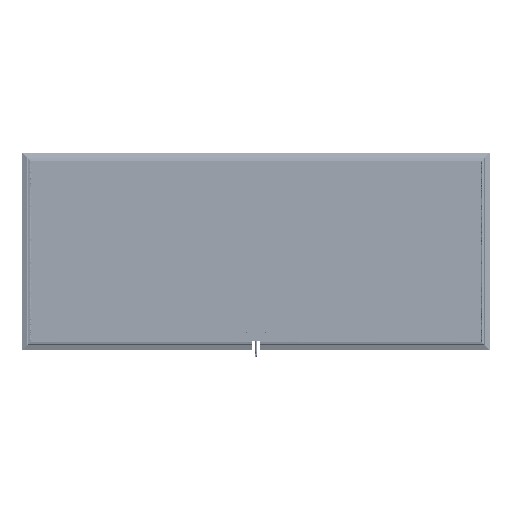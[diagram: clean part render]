
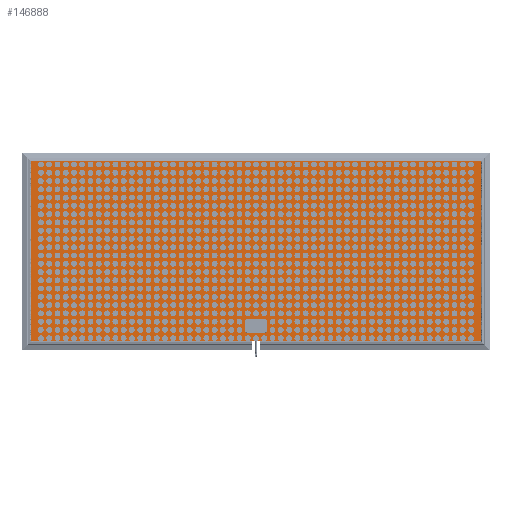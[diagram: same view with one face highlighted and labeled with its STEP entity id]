
A CAD part, front view. The second image highlights one B-rep face of the part: STEP entity #146888.
In plain terms, the highlighted planar face has unit normal (0, -1, 0).
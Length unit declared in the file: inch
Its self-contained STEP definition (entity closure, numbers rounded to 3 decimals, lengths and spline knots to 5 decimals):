
#1280 = VECTOR ( 'NONE', #150062, 39.37008 ) ;
#3028 = VERTEX_POINT ( 'NONE', #172292 ) ;
#8342 = DIRECTION ( 'NONE',  ( 0., 0., 1. ) ) ;
#9425 = EDGE_CURVE ( 'NONE', #117439, #183009, #15642, .T. ) ;
#10558 = VERTEX_POINT ( 'NONE', #190667 ) ;
#11451 = DIRECTION ( 'NONE',  ( 0., -1., 0. ) ) ;
#13457 = EDGE_CURVE ( 'NONE', #154054, #196051, #71274, .T. ) ;
#14062 = CARTESIAN_POINT ( 'NONE',  ( 30., -0.47244, 11.98819 ) ) ;
#15642 = LINE ( 'NONE', #166872, #125174 ) ;
#20281 = CARTESIAN_POINT ( 'NONE',  ( 30., -0.47244, -11.98819 ) ) ;
#20518 = EDGE_CURVE ( 'NONE', #180008, #185032, #171507, .T. ) ;
#20805 = LINE ( 'NONE', #38420, #204350 ) ;
#23431 = EDGE_CURVE ( 'NONE', #183009, #95096, #29481, .T. ) ;
#23996 = EDGE_LOOP ( 'NONE', ( #121990, #87334, #203457, #27906, #26962, #171457, #46309, #117004 ) ) ;
#26962 = ORIENTED_EDGE ( 'NONE', *, *, #204066, .F. ) ;
#27906 = ORIENTED_EDGE ( 'NONE', *, *, #9425, .F. ) ;
#28531 = CIRCLE ( 'NONE', #94907, 0.3937 ) ;
#29481 = CIRCLE ( 'NONE', #29929, 0.3937 ) ;
#29929 = AXIS2_PLACEMENT_3D ( 'NONE', #126068, #208211, #110567 ) ;
#32034 = CARTESIAN_POINT ( 'NONE',  ( -1.10236, -0.47244, -8.97638 ) ) ;
#34674 = EDGE_CURVE ( 'NONE', #3028, #10558, #28531, .T. ) ;
#35683 = ORIENTED_EDGE ( 'NONE', *, *, #188864, .T. ) ;
#38420 = CARTESIAN_POINT ( 'NONE',  ( 0., -0.47244, -10.86614 ) ) ;
#38838 = EDGE_CURVE ( 'NONE', #155505, #214573, #107718, .T. ) ;
#45822 = PLANE ( 'NONE',  #85969 ) ;
#46309 = ORIENTED_EDGE ( 'NONE', *, *, #34674, .F. ) ;
#46540 = DIRECTION ( 'NONE',  ( 0., 0., 1. ) ) ;
#46790 = CIRCLE ( 'NONE', #214823, 0.3937 ) ;
#49546 = DIRECTION ( 'NONE',  ( 0., 0., 1. ) ) ;
#50143 = CARTESIAN_POINT ( 'NONE',  ( 0., -0.47244, 0. ) ) ;
#60026 = DIRECTION ( 'NONE',  ( 0., 0., 1. ) ) ;
#62286 = FACE_OUTER_BOUND ( 'NONE', #176516, .T. ) ;
#63989 = VECTOR ( 'NONE', #70762, 39.37008 ) ;
#70762 = DIRECTION ( 'NONE',  ( 1., 0., 0. ) ) ;
#71274 = LINE ( 'NONE', #202732, #155026 ) ;
#71305 = CARTESIAN_POINT ( 'NONE',  ( 30., -0.47244, 11.98819 ) ) ;
#73070 = CARTESIAN_POINT ( 'NONE',  ( 1.10236, -0.47244, -10.47244 ) ) ;
#73865 = CARTESIAN_POINT ( 'NONE',  ( 30., -0.47244, 11.98819 ) ) ;
#75619 = CARTESIAN_POINT ( 'NONE',  ( 30., -0.47244, -11.98819 ) ) ;
#82481 = CARTESIAN_POINT ( 'NONE',  ( 1.49606, -0.47244, 0. ) ) ;
#83462 = CARTESIAN_POINT ( 'NONE',  ( 1.10236, -0.47244, -8.97638 ) ) ;
#85969 = AXIS2_PLACEMENT_3D ( 'NONE', #50143, #135611, #155363 ) ;
#87334 = ORIENTED_EDGE ( 'NONE', *, *, #203593, .F. ) ;
#88206 = CARTESIAN_POINT ( 'NONE',  ( -30., -0.47244, -11.98819 ) ) ;
#91469 = VECTOR ( 'NONE', #122805, 39.37008 ) ;
#91495 = CARTESIAN_POINT ( 'NONE',  ( 1.49606, -0.47244, -9.37008 ) ) ;
#91754 = CARTESIAN_POINT ( 'NONE',  ( -1.49606, -0.47244, -10.47244 ) ) ;
#92843 = CARTESIAN_POINT ( 'NONE',  ( -1.10236, -0.47244, -10.47244 ) ) ;
#93601 = CARTESIAN_POINT ( 'NONE',  ( -30., -0.47244, 11.98819 ) ) ;
#93824 = ORIENTED_EDGE ( 'NONE', *, *, #38838, .T. ) ;
#94907 = AXIS2_PLACEMENT_3D ( 'NONE', #73070, #124639, #8342 ) ;
#95096 = VERTEX_POINT ( 'NONE', #213313 ) ;
#101659 = CARTESIAN_POINT ( 'NONE',  ( -1.10236, -0.47244, -10.86614 ) ) ;
#103578 = LINE ( 'NONE', #20281, #63989 ) ;
#107326 = LINE ( 'NONE', #71305, #91469 ) ;
#107718 = LINE ( 'NONE', #73865, #200530 ) ;
#107942 = CARTESIAN_POINT ( 'NONE',  ( 1.10236, -0.47244, -9.37008 ) ) ;
#110567 = DIRECTION ( 'NONE',  ( 0., 0., 1. ) ) ;
#117004 = ORIENTED_EDGE ( 'NONE', *, *, #161046, .F. ) ;
#117439 = VERTEX_POINT ( 'NONE', #83462 ) ;
#118944 = ORIENTED_EDGE ( 'NONE', *, *, #13457, .T. ) ;
#121990 = ORIENTED_EDGE ( 'NONE', *, *, #20518, .F. ) ;
#122805 = DIRECTION ( 'NONE',  ( -1., 0., 0. ) ) ;
#123291 = EDGE_CURVE ( 'NONE', #10558, #199875, #130803, .T. ) ;
#124639 = DIRECTION ( 'NONE',  ( 0., -1., 0. ) ) ;
#125174 = VECTOR ( 'NONE', #200853, 39.37008 ) ;
#126068 = CARTESIAN_POINT ( 'NONE',  ( -1.10236, -0.47244, -9.37008 ) ) ;
#127668 = VECTOR ( 'NONE', #49546, 39.37008 ) ;
#129152 = EDGE_CURVE ( 'NONE', #214573, #154054, #107326, .T. ) ;
#129197 = FACE_BOUND ( 'NONE', #23996, .T. ) ;
#130803 = LINE ( 'NONE', #82481, #127668 ) ;
#132576 = LINE ( 'NONE', #199406, #1280 ) ;
#135611 = DIRECTION ( 'NONE',  ( 0., 1., 0. ) ) ;
#138178 = DIRECTION ( 'NONE',  ( 0., 0., -1. ) ) ;
#138702 = ORIENTED_EDGE ( 'NONE', *, *, #129152, .T. ) ;
#146888 = ADVANCED_FACE ( 'NONE', ( #62286, #129197 ), #45822, .F. ) ;
#150062 = DIRECTION ( 'NONE',  ( 0., 0., -1. ) ) ;
#154054 = VERTEX_POINT ( 'NONE', #93601 ) ;
#155026 = VECTOR ( 'NONE', #138178, 39.37008 ) ;
#155363 = DIRECTION ( 'NONE',  ( 0., 0., -1. ) ) ;
#155505 = VERTEX_POINT ( 'NONE', #75619 ) ;
#161046 = EDGE_CURVE ( 'NONE', #185032, #3028, #20805, .T. ) ;
#162975 = DIRECTION ( 'NONE',  ( 0., -1., 0. ) ) ;
#166872 = CARTESIAN_POINT ( 'NONE',  ( 0., -0.47244, -8.97638 ) ) ;
#171457 = ORIENTED_EDGE ( 'NONE', *, *, #123291, .F. ) ;
#171507 = CIRCLE ( 'NONE', #189041, 0.3937 ) ;
#172055 = DIRECTION ( 'NONE',  ( 1., 0., 0. ) ) ;
#172292 = CARTESIAN_POINT ( 'NONE',  ( 1.10236, -0.47244, -10.86614 ) ) ;
#176516 = EDGE_LOOP ( 'NONE', ( #35683, #93824, #138702, #118944 ) ) ;
#180008 = VERTEX_POINT ( 'NONE', #91754 ) ;
#183009 = VERTEX_POINT ( 'NONE', #32034 ) ;
#185032 = VERTEX_POINT ( 'NONE', #101659 ) ;
#188864 = EDGE_CURVE ( 'NONE', #196051, #155505, #103578, .T. ) ;
#189041 = AXIS2_PLACEMENT_3D ( 'NONE', #92843, #162975, #60026 ) ;
#190667 = CARTESIAN_POINT ( 'NONE',  ( 1.49606, -0.47244, -10.47244 ) ) ;
#192140 = DIRECTION ( 'NONE',  ( 0., 0., 1. ) ) ;
#196051 = VERTEX_POINT ( 'NONE', #88206 ) ;
#199406 = CARTESIAN_POINT ( 'NONE',  ( -1.49606, -0.47244, 0. ) ) ;
#199875 = VERTEX_POINT ( 'NONE', #91495 ) ;
#200530 = VECTOR ( 'NONE', #192140, 39.37008 ) ;
#200853 = DIRECTION ( 'NONE',  ( -1., 0., 0. ) ) ;
#202732 = CARTESIAN_POINT ( 'NONE',  ( -30., -0.47244, 11.98819 ) ) ;
#203457 = ORIENTED_EDGE ( 'NONE', *, *, #23431, .F. ) ;
#203593 = EDGE_CURVE ( 'NONE', #95096, #180008, #132576, .T. ) ;
#204066 = EDGE_CURVE ( 'NONE', #199875, #117439, #46790, .T. ) ;
#204350 = VECTOR ( 'NONE', #172055, 39.37008 ) ;
#208211 = DIRECTION ( 'NONE',  ( 0., -1., 0. ) ) ;
#213313 = CARTESIAN_POINT ( 'NONE',  ( -1.49606, -0.47244, -9.37008 ) ) ;
#214573 = VERTEX_POINT ( 'NONE', #14062 ) ;
#214823 = AXIS2_PLACEMENT_3D ( 'NONE', #107942, #11451, #46540 ) ;
